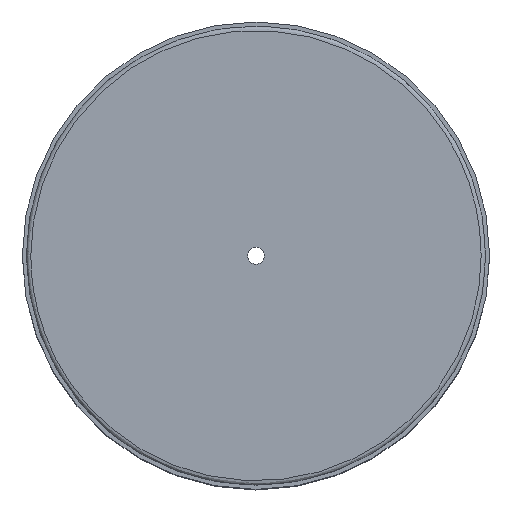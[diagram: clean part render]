
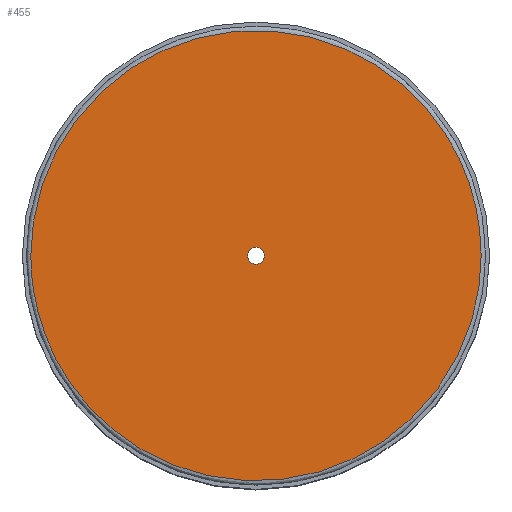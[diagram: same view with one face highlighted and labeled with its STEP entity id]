
A CAD part, top view. The second image highlights one B-rep face of the part: STEP entity #455.
In plain terms, the highlighted planar face has unit normal (0, 0, 1).
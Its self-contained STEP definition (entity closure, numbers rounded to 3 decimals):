
#20 = CARTESIAN_POINT ( 'NONE',  ( -26.5, -53., 18. ) ) ;
#75 = CARTESIAN_POINT ( 'NONE',  ( 26.5, 0., 18. ) ) ;
#97 = FACE_OUTER_BOUND ( 'NONE', #301, .T. ) ;
#105 = DIRECTION ( 'NONE',  ( 0., 0., -1. ) ) ;
#111 = FACE_BOUND ( 'NONE', #413, .T. ) ;
#129 = ORIENTED_EDGE ( 'NONE', *, *, #604, .F. ) ;
#159 = CARTESIAN_POINT ( 'NONE',  ( -27., 0., 18. ) ) ;
#187 = CARTESIAN_POINT ( 'NONE',  ( 26.5, 53., 18. ) ) ;
#248 =( BOUNDED_CURVE ( )  B_SPLINE_CURVE ( 3, ( #358, #540, #20, #719, #473, #187, #75 ),
 .UNSPECIFIED., .T., .F. ) 
 B_SPLINE_CURVE_WITH_KNOTS ( ( 4, 3, 4 ),
 ( 0., 0.5, 1. ),
 .UNSPECIFIED. ) 
 CURVE ( )  GEOMETRIC_REPRESENTATION_ITEM ( )  RATIONAL_B_SPLINE_CURVE ( ( 1., 0.333, 0.333, 1., 0.333, 0.333, 1. ) ) 
 REPRESENTATION_ITEM ( '' )  );
#267 = CIRCLE ( 'NONE', #307, 1. ) ;
#301 = EDGE_LOOP ( 'NONE', ( #129 ) ) ;
#307 = AXIS2_PLACEMENT_3D ( 'NONE', #544, #105, #393 ) ;
#358 = CARTESIAN_POINT ( 'NONE',  ( 26.5, 0., 18. ) ) ;
#388 = PLANE ( 'NONE',  #482 ) ;
#393 = DIRECTION ( 'NONE',  ( -1., 0., 0. ) ) ;
#406 = EDGE_CURVE ( 'NONE', #611, #611, #267, .T. ) ;
#413 = EDGE_LOOP ( 'NONE', ( #474 ) ) ;
#439 = DIRECTION ( 'NONE',  ( 0., 0., 1. ) ) ;
#455 = ADVANCED_FACE ( 'NONE', ( #97, #111 ), #388, .T. ) ;
#473 = CARTESIAN_POINT ( 'NONE',  ( -26.5, 53., 18. ) ) ;
#474 = ORIENTED_EDGE ( 'NONE', *, *, #406, .T. ) ;
#482 = AXIS2_PLACEMENT_3D ( 'NONE', #159, #439, #623 ) ;
#540 = CARTESIAN_POINT ( 'NONE',  ( 26.5, -53., 18. ) ) ;
#544 = CARTESIAN_POINT ( 'NONE',  ( 0., 0., 18. ) ) ;
#569 = VERTEX_POINT ( 'NONE', #616 ) ;
#604 = EDGE_CURVE ( 'NONE', #569, #569, #248, .T. ) ;
#611 = VERTEX_POINT ( 'NONE', #625 ) ;
#616 = CARTESIAN_POINT ( 'NONE',  ( 26.5, 0., 18. ) ) ;
#623 = DIRECTION ( 'NONE',  ( 1., 0., 0. ) ) ;
#625 = CARTESIAN_POINT ( 'NONE',  ( -1., 0., 18. ) ) ;
#719 = CARTESIAN_POINT ( 'NONE',  ( -26.5, 0., 18. ) ) ;
